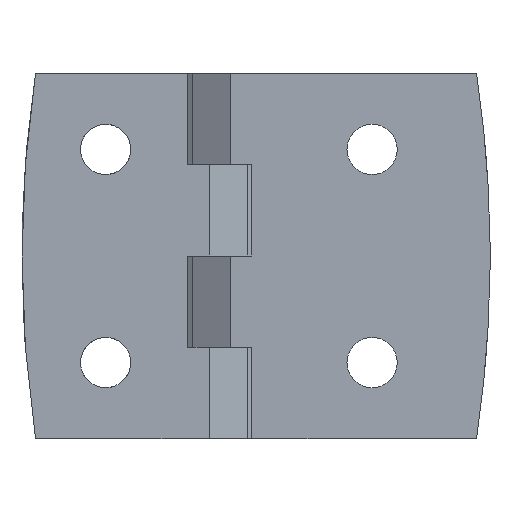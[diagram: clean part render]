
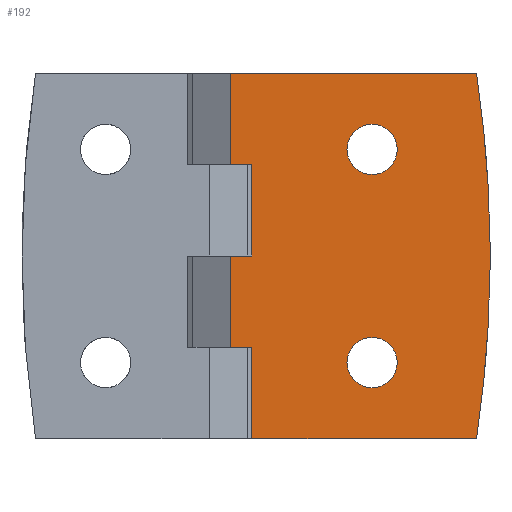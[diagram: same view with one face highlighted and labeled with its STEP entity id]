
A CAD part, front view. The second image highlights one B-rep face of the part: STEP entity #192.
In plain terms, the highlighted planar face has unit normal (0, -1, 0).
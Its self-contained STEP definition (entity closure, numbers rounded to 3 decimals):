
#192 = ADVANCED_FACE( '', ( #376, #377, #378 ), #379, .F. );
#376 = FACE_BOUND( '', #566, .T. );
#377 = FACE_BOUND( '', #567, .T. );
#378 = FACE_OUTER_BOUND( '', #568, .T. );
#379 = PLANE( '', #569 );
#566 = EDGE_LOOP( '', ( #873 ) );
#567 = EDGE_LOOP( '', ( #874 ) );
#568 = EDGE_LOOP( '', ( #875, #876, #877, #878, #879, #880, #881, #882, #883, #884, #885, #886 ) );
#569 = AXIS2_PLACEMENT_3D( '', #887, #888, #889 );
#873 = ORIENTED_EDGE( '', *, *, #1174, .T. );
#874 = ORIENTED_EDGE( '', *, *, #1113, .T. );
#875 = ORIENTED_EDGE( '', *, *, #1132, .T. );
#876 = ORIENTED_EDGE( '', *, *, #1179, .T. );
#877 = ORIENTED_EDGE( '', *, *, #1152, .T. );
#878 = ORIENTED_EDGE( '', *, *, #1122, .T. );
#879 = ORIENTED_EDGE( '', *, *, #1180, .F. );
#880 = ORIENTED_EDGE( '', *, *, #1136, .T. );
#881 = ORIENTED_EDGE( '', *, *, #1171, .F. );
#882 = ORIENTED_EDGE( '', *, *, #1149, .T. );
#883 = ORIENTED_EDGE( '', *, *, #1143, .T. );
#884 = ORIENTED_EDGE( '', *, *, #1115, .F. );
#885 = ORIENTED_EDGE( '', *, *, #1181, .F. );
#886 = ORIENTED_EDGE( '', *, *, #1077, .T. );
#887 = CARTESIAN_POINT( '', ( 1.4, -9., 24. ) );
#888 = DIRECTION( '', ( 0., 1., 0. ) );
#889 = DIRECTION( '', ( 0., 0., 1. ) );
#1077 = EDGE_CURVE( '', #1251, #1249, #1252, .T. );
#1113 = EDGE_CURVE( '', #1311, #1311, #1312, .T. );
#1115 = EDGE_CURVE( '', #1314, #1315, #1316, .T. );
#1122 = EDGE_CURVE( '', #1324, #1325, #1326, .F. );
#1132 = EDGE_CURVE( '', #1249, #1341, #1343, .T. );
#1136 = EDGE_CURVE( '', #1350, #1348, #1351, .F. );
#1143 = EDGE_CURVE( '', #1357, #1315, #1362, .T. );
#1149 = EDGE_CURVE( '', #1371, #1357, #1372, .T. );
#1152 = EDGE_CURVE( '', #1375, #1324, #1376, .T. );
#1171 = EDGE_CURVE( '', #1371, #1348, #1403, .T. );
#1174 = EDGE_CURVE( '', #1407, #1407, #1408, .T. );
#1179 = EDGE_CURVE( '', #1341, #1375, #1414, .T. );
#1180 = EDGE_CURVE( '', #1350, #1325, #1415, .T. );
#1181 = EDGE_CURVE( '', #1251, #1314, #1416, .T. );
#1249 = VERTEX_POINT( '', #1586 );
#1251 = VERTEX_POINT( '', #1589 );
#1252 = LINE( '', #1590, #1591 );
#1311 = VERTEX_POINT( '', #1751 );
#1312 = CIRCLE( '', #1752, 3.3 );
#1314 = VERTEX_POINT( '', #1754 );
#1315 = VERTEX_POINT( '', #1755 );
#1316 = LINE( '', #1756, #1757 );
#1324 = VERTEX_POINT( '', #1769 );
#1325 = VERTEX_POINT( '', #1770 );
#1326 = CIRCLE( '', #1771, 163.155 );
#1341 = VERTEX_POINT( '', #1791 );
#1343 = LINE( '', #1794, #1795 );
#1348 = VERTEX_POINT( '', #1803 );
#1350 = VERTEX_POINT( '', #1806 );
#1351 = CIRCLE( '', #1807, 163.155 );
#1357 = VERTEX_POINT( '', #1814 );
#1362 = LINE( '', #1820, #1821 );
#1371 = VERTEX_POINT( '', #1831 );
#1372 = LINE( '', #1832, #1833 );
#1375 = VERTEX_POINT( '', #1837 );
#1376 = LINE( '', #1838, #1839 );
#1403 = LINE( '', #1956, #1957 );
#1407 = VERTEX_POINT( '', #1961 );
#1408 = CIRCLE( '', #1962, 3.3 );
#1414 = LINE( '', #1968, #1969 );
#1415 = LINE( '', #1970, #1971 );
#1416 = LINE( '', #1972, #1973 );
#1586 = CARTESIAN_POINT( '', ( 1.4, -9., -12. ) );
#1589 = CARTESIAN_POINT( '', ( 1.4, -9., 0. ) );
#1590 = CARTESIAN_POINT( '', ( 1.4, -9., 24. ) );
#1591 = VECTOR( '', #2135, 1000. );
#1751 = CARTESIAN_POINT( '', ( 20., -9., 17.3 ) );
#1752 = AXIS2_PLACEMENT_3D( '', #2191, #2192, #2193 );
#1754 = CARTESIAN_POINT( '', ( 4.2, -9., 0. ) );
#1755 = CARTESIAN_POINT( '', ( 4.2, -9., 12. ) );
#1756 = CARTESIAN_POINT( '', ( 4.2, -9., 24. ) );
#1757 = VECTOR( '', #2194, 1000. );
#1769 = CARTESIAN_POINT( '', ( 33.725, -9., -24. ) );
#1770 = CARTESIAN_POINT( '', ( 35.49, -9., -1.806 ) );
#1771 = AXIS2_PLACEMENT_3D( '', #2199, #2200, #2201 );
#1791 = CARTESIAN_POINT( '', ( 4.2, -9., -12. ) );
#1794 = CARTESIAN_POINT( '', ( 1.4, -9., -12. ) );
#1795 = VECTOR( '', #2217, 1000. );
#1803 = CARTESIAN_POINT( '', ( 33.725, -9., 24. ) );
#1806 = CARTESIAN_POINT( '', ( 35.49, -9., 1.806 ) );
#1807 = AXIS2_PLACEMENT_3D( '', #2219, #2220, #2221 );
#1814 = CARTESIAN_POINT( '', ( 1.4, -9., 12. ) );
#1820 = CARTESIAN_POINT( '', ( 1.4, -9., 12. ) );
#1821 = VECTOR( '', #2233, 1000. );
#1831 = CARTESIAN_POINT( '', ( 1.4, -9., 24. ) );
#1832 = CARTESIAN_POINT( '', ( 1.4, -9., 24. ) );
#1833 = VECTOR( '', #2241, 1000. );
#1837 = CARTESIAN_POINT( '', ( 4.2, -9., -24. ) );
#1838 = CARTESIAN_POINT( '', ( 1.4, -9., -24. ) );
#1839 = VECTOR( '', #2243, 1000. );
#1956 = CARTESIAN_POINT( '', ( 1.4, -9., 24. ) );
#1957 = VECTOR( '', #2268, 1000. );
#1961 = CARTESIAN_POINT( '', ( 20., -9., -10.7 ) );
#1962 = AXIS2_PLACEMENT_3D( '', #2272, #2273, #2274 );
#1968 = CARTESIAN_POINT( '', ( 4.2, -9., 24. ) );
#1969 = VECTOR( '', #2278, 1000. );
#1970 = CARTESIAN_POINT( '', ( 35.49, -9., 24. ) );
#1971 = VECTOR( '', #2279, 1000. );
#1972 = CARTESIAN_POINT( '', ( 1.4, -9., 0. ) );
#1973 = VECTOR( '', #2280, 1000. );
#2135 = DIRECTION( '', ( 0., 0., -1. ) );
#2191 = CARTESIAN_POINT( '', ( 20., -9., 14. ) );
#2192 = DIRECTION( '', ( 0., 1., 0. ) );
#2193 = DIRECTION( '', ( 0., 0., 1. ) );
#2194 = DIRECTION( '', ( 0., 0., 1. ) );
#2199 = CARTESIAN_POINT( '', ( -127.655, -9., 0. ) );
#2200 = DIRECTION( '', ( 0., 1., 0. ) );
#2201 = DIRECTION( '', ( 0., 0., 1. ) );
#2217 = DIRECTION( '', ( 1., 0., 0. ) );
#2219 = CARTESIAN_POINT( '', ( -127.655, -9., 0. ) );
#2220 = DIRECTION( '', ( 0., 1., 0. ) );
#2221 = DIRECTION( '', ( 0., 0., 1. ) );
#2233 = DIRECTION( '', ( 1., 0., 0. ) );
#2241 = DIRECTION( '', ( 0., 0., -1. ) );
#2243 = DIRECTION( '', ( 1., 0., 0. ) );
#2268 = DIRECTION( '', ( 1., 0., 0. ) );
#2272 = CARTESIAN_POINT( '', ( 20., -9., -14. ) );
#2273 = DIRECTION( '', ( 0., 1., 0. ) );
#2274 = DIRECTION( '', ( 0., 0., 1. ) );
#2278 = DIRECTION( '', ( 0., 0., -1. ) );
#2279 = DIRECTION( '', ( 0., 0., -1. ) );
#2280 = DIRECTION( '', ( 1., 0., 0. ) );
